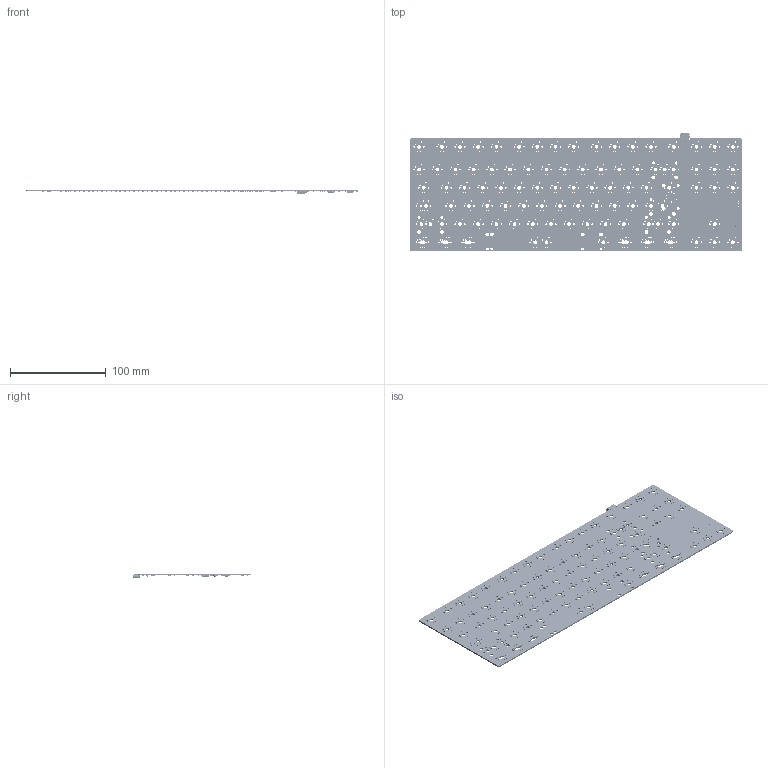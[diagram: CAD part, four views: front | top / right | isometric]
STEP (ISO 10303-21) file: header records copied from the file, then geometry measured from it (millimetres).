
FILE_DESCRIPTION(('KiCad electronic assembly'),'2;1');
FILE_NAME('devastatingTKL_PCB.step','2022-10-05T20:20:16',('Pcbnew'),( 'Kicad'),'Open CASCADE STEP processor 7.6','KiCad to STEP converter' ,'Unknown');
FILE_SCHEMA(('AUTOMOTIVE_DESIGN { 1 0 10303 214 1 1 1 1 }'));
Length unit declared in the file: millimetre
Products named in the file (24): devastatingTKL_PCB 1; C_0603_1608Metric; SOLID; D_SOD-123F; R_0603_1608Metric; SW_SPST_TL3342; SW_SPDT_PCM12; SOT-23-6; SOT-23-5; LQFP-48_7x7mm_P0.5mm; Fuse_1206_3216Metric; HRO  TYPE-C-31-M-12; SOT-23; devastatingTKL PCB
Assembly tree (218 placements, depth 3):
  devastatingTKL_PCB 1
    C_0603_1608Metric  x9
      SOLID
    D_SOD-123F  x93
      SOLID
    R_0603_1608Metric  x96
      SOLID
    SW_SPST_TL3342
      SOLID
    SW_SPDT_PCM12
      SOLID
    SOT-23-6
      SOLID
    SOT-23-5
      SOLID
    LQFP-48_7x7mm_P0.5mm
      SOLID
    Fuse_1206_3216Metric
      SOLID
    HRO  TYPE-C-31-M-12
      SOLID
    SOT-23
      SOLID
    devastatingTKL PCB
Bounding box: 347.66 x 124.42 x 4.86 mm (x, y, z)
Volume: 62949.1 mm3; surface area: 89177.9 mm2
Topology: 208 solids, 209 shells, 7672 faces, 19407 edges, 12289 vertices
Faces by surface type: bspline 6828, cylinder 802, plane 42
Full cylindrical faces by diameter (mm): 0.65 x2, 0.9 x2, 1 x3, 1.04 x195, 1.47 x205, 1.75 x179, 3.048 x12, 3.988 x101
Entity records: 177050 total; most frequent: CARTESIAN_POINT 54649, ORIENTED_EDGE 13702, PCURVE 13702, DEFINITIONAL_REPRESENTATION 13702, B_SPLINE_CURVE_WITH_KNOTS 11751, DIRECTION 11190, EDGE_CURVE 6851, SURFACE_CURVE 6141
